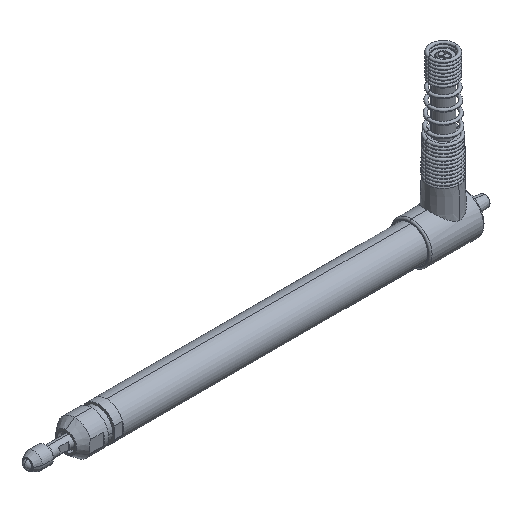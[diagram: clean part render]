
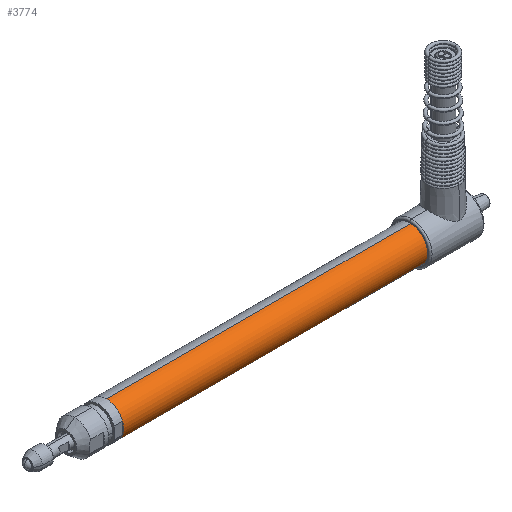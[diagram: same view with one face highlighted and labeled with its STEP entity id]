
A CAD part, isometric view. The second image highlights one B-rep face of the part: STEP entity #3774.
In plain terms, the highlighted cylindrical face has radius 4 mm (diameter 8 mm), a partial arc.
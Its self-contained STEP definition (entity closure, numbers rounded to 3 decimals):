
#133 = AXIS2_PLACEMENT_3D ( 'NONE', #1551, #2894, #7430 ) ;
#162 = EDGE_CURVE ( 'NONE', #695, #5721, #1110, .T. ) ;
#255 = EDGE_CURVE ( 'NONE', #5045, #3922, #2325, .T. ) ;
#268 = CARTESIAN_POINT ( 'NONE',  ( -341.293, 0., -4. ) ) ;
#451 = DIRECTION ( 'NONE',  ( -1., 0., 0. ) ) ;
#567 = CARTESIAN_POINT ( 'NONE',  ( -341.293, 0., 4. ) ) ;
#695 = VERTEX_POINT ( 'NONE', #6450 ) ;
#723 = CARTESIAN_POINT ( 'NONE',  ( -9.052, -3.75, 1.392 ) ) ;
#1110 = CIRCLE ( 'NONE', #2028, 4. ) ;
#1551 = CARTESIAN_POINT ( 'NONE',  ( -9.5, 0., 0. ) ) ;
#1680 = VECTOR ( 'NONE', #6422, 1000. ) ;
#1741 = VERTEX_POINT ( 'NONE', #5661 ) ;
#2028 = AXIS2_PLACEMENT_3D ( 'NONE', #3993, #2385, #6039 ) ;
#2245 = ORIENTED_EDGE ( 'NONE', *, *, #8428, .F. ) ;
#2325 = CIRCLE ( 'NONE', #7982, 4. ) ;
#2348 = VECTOR ( 'NONE', #4198, 1000. ) ;
#2385 = DIRECTION ( 'NONE',  ( -1., 0., 0. ) ) ;
#2416 = DIRECTION ( 'NONE',  ( -1., 0., 0. ) ) ;
#2491 = ORIENTED_EDGE ( 'NONE', *, *, #7507, .F. ) ;
#2656 = ORIENTED_EDGE ( 'NONE', *, *, #5461, .F. ) ;
#2894 = DIRECTION ( 'NONE',  ( 1., 0., 0. ) ) ;
#3222 = ORIENTED_EDGE ( 'NONE', *, *, #4135, .F. ) ;
#3500 = DIRECTION ( 'NONE',  ( -1., 0., 0. ) ) ;
#3506 = CARTESIAN_POINT ( 'NONE',  ( -9.5, -3.75, 1.392 ) ) ;
#3723 = VERTEX_POINT ( 'NONE', #3506 ) ;
#3774 = ADVANCED_FACE ( 'NONE', ( #5485 ), #4733, .T. ) ;
#3776 = ORIENTED_EDGE ( 'NONE', *, *, #162, .T. ) ;
#3922 = VERTEX_POINT ( 'NONE', #5201 ) ;
#3993 = CARTESIAN_POINT ( 'NONE',  ( -9.052, 0., 0. ) ) ;
#4018 = EDGE_CURVE ( 'NONE', #6761, #1741, #4060, .T. ) ;
#4060 = CIRCLE ( 'NONE', #9374, 4. ) ;
#4135 = EDGE_CURVE ( 'NONE', #695, #5045, #6152, .T. ) ;
#4198 = DIRECTION ( 'NONE',  ( -1., 0., 0. ) ) ;
#4363 = ORIENTED_EDGE ( 'NONE', *, *, #255, .F. ) ;
#4377 = CARTESIAN_POINT ( 'NONE',  ( -85.5, 0., -4. ) ) ;
#4546 = ORIENTED_EDGE ( 'NONE', *, *, #4018, .T. ) ;
#4692 = CARTESIAN_POINT ( 'NONE',  ( -9.052, -3.75, -1.392 ) ) ;
#4708 = CARTESIAN_POINT ( 'NONE',  ( -9.5, -3.75, -1.392 ) ) ;
#4733 = CYLINDRICAL_SURFACE ( 'NONE', #5571, 4. ) ;
#4816 = DIRECTION ( 'NONE',  ( 0., 0., 1. ) ) ;
#4980 = CARTESIAN_POINT ( 'NONE',  ( -341.293, -3.75, -1.392 ) ) ;
#4983 = VECTOR ( 'NONE', #2416, 1000. ) ;
#5045 = VERTEX_POINT ( 'NONE', #4377 ) ;
#5201 = CARTESIAN_POINT ( 'NONE',  ( -85.5, 0., 4. ) ) ;
#5461 = EDGE_CURVE ( 'NONE', #6917, #5721, #6362, .T. ) ;
#5485 = FACE_OUTER_BOUND ( 'NONE', #8295, .T. ) ;
#5571 = AXIS2_PLACEMENT_3D ( 'NONE', #6114, #9146, #4816 ) ;
#5661 = CARTESIAN_POINT ( 'NONE',  ( -9.052, 0., 4. ) ) ;
#5721 = VERTEX_POINT ( 'NONE', #4692 ) ;
#6039 = DIRECTION ( 'NONE',  ( 0., 0., 1. ) ) ;
#6114 = CARTESIAN_POINT ( 'NONE',  ( -341.293, 0., 0. ) ) ;
#6152 = LINE ( 'NONE', #268, #4983 ) ;
#6220 = VECTOR ( 'NONE', #9207, 1000. ) ;
#6273 = CARTESIAN_POINT ( 'NONE',  ( -85.5, 0., 0. ) ) ;
#6362 = LINE ( 'NONE', #4980, #6220 ) ;
#6422 = DIRECTION ( 'NONE',  ( -1., 0., 0. ) ) ;
#6450 = CARTESIAN_POINT ( 'NONE',  ( -9.052, 0., -4. ) ) ;
#6703 = CIRCLE ( 'NONE', #133, 4. ) ;
#6761 = VERTEX_POINT ( 'NONE', #723 ) ;
#6769 = ORIENTED_EDGE ( 'NONE', *, *, #8957, .T. ) ;
#6917 = VERTEX_POINT ( 'NONE', #4708 ) ;
#7019 = CARTESIAN_POINT ( 'NONE',  ( -9.052, 0., 0. ) ) ;
#7140 = DIRECTION ( 'NONE',  ( 0., 0., 1. ) ) ;
#7430 = DIRECTION ( 'NONE',  ( 0., 0., -1. ) ) ;
#7507 = EDGE_CURVE ( 'NONE', #3723, #6917, #6703, .T. ) ;
#7750 = CARTESIAN_POINT ( 'NONE',  ( -341.293, -3.75, 1.392 ) ) ;
#7982 = AXIS2_PLACEMENT_3D ( 'NONE', #6273, #3500, #7140 ) ;
#8295 = EDGE_LOOP ( 'NONE', ( #3222, #3776, #2656, #2491, #2245, #4546, #6769, #4363 ) ) ;
#8317 = DIRECTION ( 'NONE',  ( 0., 0., 1. ) ) ;
#8428 = EDGE_CURVE ( 'NONE', #6761, #3723, #9347, .T. ) ;
#8531 = LINE ( 'NONE', #567, #2348 ) ;
#8957 = EDGE_CURVE ( 'NONE', #1741, #3922, #8531, .T. ) ;
#9146 = DIRECTION ( 'NONE',  ( -1., 0., 0. ) ) ;
#9207 = DIRECTION ( 'NONE',  ( 1., 0., 0. ) ) ;
#9347 = LINE ( 'NONE', #7750, #1680 ) ;
#9374 = AXIS2_PLACEMENT_3D ( 'NONE', #7019, #451, #8317 ) ;
